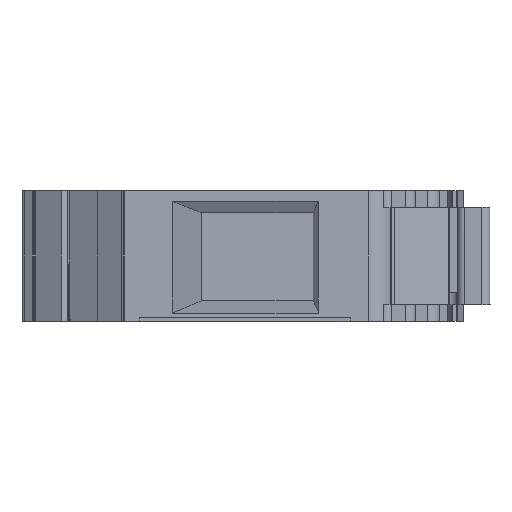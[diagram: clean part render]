
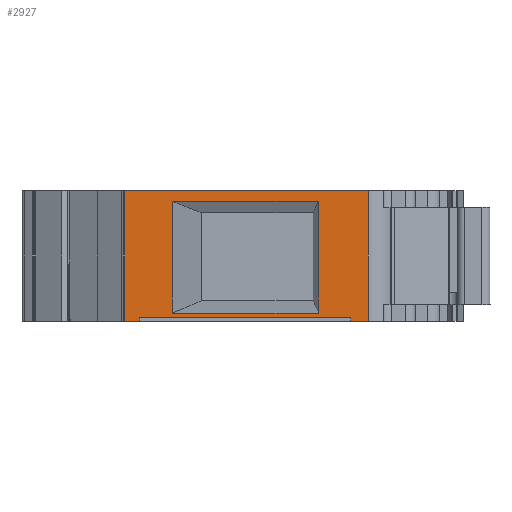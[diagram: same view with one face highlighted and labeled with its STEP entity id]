
A CAD part, left-side view. The second image highlights one B-rep face of the part: STEP entity #2927.
In plain terms, the highlighted planar face has unit normal (-1, 0, 0).
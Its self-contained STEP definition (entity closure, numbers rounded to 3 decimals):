
#120 = DIRECTION ( 'NONE',  ( 0., -1., 0. ) ) ;
#182 = CARTESIAN_POINT ( 'NONE',  ( -26.4, -77.073, 1. ) ) ;
#223 = CARTESIAN_POINT ( 'NONE',  ( -26.4, -2.276, 0. ) ) ;
#897 = CARTESIAN_POINT ( 'NONE',  ( -26.4, -2.276, 0.45 ) ) ;
#921 = DIRECTION ( 'NONE',  ( 0., 0., 1. ) ) ;
#1058 = EDGE_CURVE ( 'NONE', #2938, #2663, #4606, .T. ) ;
#1262 = DIRECTION ( 'NONE',  ( 0., 0., -1. ) ) ;
#1472 = CARTESIAN_POINT ( 'NONE',  ( -26.4, -77.073, 0. ) ) ;
#2087 = ORIENTED_EDGE ( 'NONE', *, *, #8603, .T. ) ;
#2090 = DIRECTION ( 'NONE',  ( 0., 1., 0. ) ) ;
#2134 = ORIENTED_EDGE ( 'NONE', *, *, #5134, .F. ) ;
#2158 = ORIENTED_EDGE ( 'NONE', *, *, #5698, .F. ) ;
#2200 = VERTEX_POINT ( 'NONE', #4003 ) ;
#2221 = ORIENTED_EDGE ( 'NONE', *, *, #5755, .F. ) ;
#2269 = ORIENTED_EDGE ( 'NONE', *, *, #11226, .F. ) ;
#2300 = ORIENTED_EDGE ( 'NONE', *, *, #8207, .F. ) ;
#2314 = ORIENTED_EDGE ( 'NONE', *, *, #8367, .T. ) ;
#2348 = ORIENTED_EDGE ( 'NONE', *, *, #1058, .F. ) ;
#2386 = ORIENTED_EDGE ( 'NONE', *, *, #6852, .F. ) ;
#2398 = ORIENTED_EDGE ( 'NONE', *, *, #10091, .F. ) ;
#2445 = ORIENTED_EDGE ( 'NONE', *, *, #4413, .F. ) ;
#2456 = ORIENTED_EDGE ( 'NONE', *, *, #5749, .F. ) ;
#2459 = LINE ( 'NONE', #9060, #7483 ) ;
#2554 = VERTEX_POINT ( 'NONE', #223 ) ;
#2663 = VERTEX_POINT ( 'NONE', #5433 ) ;
#2927 = ADVANCED_FACE ( 'NONE', ( #4233, #4368 ), #7027, .F. ) ;
#2938 = VERTEX_POINT ( 'NONE', #6038 ) ;
#3244 = AXIS2_PLACEMENT_3D ( 'NONE', #6941, #6914, #6785 ) ;
#3399 = CARTESIAN_POINT ( 'NONE',  ( -26.4, -30.28, 16. ) ) ;
#3581 = CARTESIAN_POINT ( 'NONE',  ( -26.4, -6.276, 1. ) ) ;
#4003 = CARTESIAN_POINT ( 'NONE',  ( -26.4, -28.176, 0. ) ) ;
#4233 = FACE_OUTER_BOUND ( 'NONE', #11247, .T. ) ;
#4237 = DIRECTION ( 'NONE',  ( 0., 0., 1. ) ) ;
#4368 = FACE_BOUND ( 'NONE', #10370, .T. ) ;
#4413 = EDGE_CURVE ( 'NONE', #5495, #5633, #6687, .T. ) ;
#4423 = CARTESIAN_POINT ( 'NONE',  ( -26.4, -24.176, 16. ) ) ;
#4508 = CARTESIAN_POINT ( 'NONE',  ( -26.4, -30.28, 0. ) ) ;
#4569 = VECTOR ( 'NONE', #9358, 1000. ) ;
#4606 = LINE ( 'NONE', #9419, #4569 ) ;
#5081 = LINE ( 'NONE', #5394, #5657 ) ;
#5134 = EDGE_CURVE ( 'NONE', #10098, #2200, #6180, .T. ) ;
#5212 = VERTEX_POINT ( 'NONE', #10577 ) ;
#5268 = VERTEX_POINT ( 'NONE', #9425 ) ;
#5394 = CARTESIAN_POINT ( 'NONE',  ( -26.4, -77.073, 14.7 ) ) ;
#5433 = CARTESIAN_POINT ( 'NONE',  ( -26.4, -2.276, 0.45 ) ) ;
#5438 = DIRECTION ( 'NONE',  ( 0., 1., 0. ) ) ;
#5445 = VERTEX_POINT ( 'NONE', #5692 ) ;
#5495 = VERTEX_POINT ( 'NONE', #3581 ) ;
#5562 = CARTESIAN_POINT ( 'NONE',  ( -26.4, -0.418, 0. ) ) ;
#5633 = VERTEX_POINT ( 'NONE', #9335 ) ;
#5657 = VECTOR ( 'NONE', #5438, 1000. ) ;
#5692 = CARTESIAN_POINT ( 'NONE',  ( -26.4, -0.418, 16. ) ) ;
#5698 = EDGE_CURVE ( 'NONE', #10821, #10098, #7516, .T. ) ;
#5743 = VECTOR ( 'NONE', #2090, 1000. ) ;
#5745 = LINE ( 'NONE', #897, #7919 ) ;
#5749 = EDGE_CURVE ( 'NONE', #5268, #5495, #6068, .T. ) ;
#5755 = EDGE_CURVE ( 'NONE', #5445, #10821, #6199, .T. ) ;
#5858 = VERTEX_POINT ( 'NONE', #5562 ) ;
#5923 = VECTOR ( 'NONE', #9322, 1000. ) ;
#6038 = CARTESIAN_POINT ( 'NONE',  ( -26.4, -28.176, 0.45 ) ) ;
#6068 = LINE ( 'NONE', #9591, #7230 ) ;
#6102 = VECTOR ( 'NONE', #120, 1000. ) ;
#6180 = LINE ( 'NONE', #1472, #5743 ) ;
#6194 = CARTESIAN_POINT ( 'NONE',  ( -26.4, -77.073, 0. ) ) ;
#6199 = LINE ( 'NONE', #10350, #5923 ) ;
#6520 = CARTESIAN_POINT ( 'NONE',  ( -26.4, -30.28, 16. ) ) ;
#6672 = DIRECTION ( 'NONE',  ( 0., 1., 0. ) ) ;
#6687 = LINE ( 'NONE', #182, #6102 ) ;
#6785 = DIRECTION ( 'NONE',  ( 0., 1., 0. ) ) ;
#6852 = EDGE_CURVE ( 'NONE', #5212, #5268, #5081, .T. ) ;
#6853 = LINE ( 'NONE', #11500, #9012 ) ;
#6914 = DIRECTION ( 'NONE',  ( 1., 0., 0. ) ) ;
#6941 = CARTESIAN_POINT ( 'NONE',  ( -26.4, -77.073, 16. ) ) ;
#7027 = PLANE ( 'NONE',  #3244 ) ;
#7094 = VECTOR ( 'NONE', #1262, 1000. ) ;
#7230 = VECTOR ( 'NONE', #9499, 1000. ) ;
#7483 = VECTOR ( 'NONE', #9045, 1000. ) ;
#7516 = LINE ( 'NONE', #3399, #7094 ) ;
#7880 = LINE ( 'NONE', #4423, #9473 ) ;
#7919 = VECTOR ( 'NONE', #921, 1000. ) ;
#8061 = VECTOR ( 'NONE', #6672, 1000. ) ;
#8207 = EDGE_CURVE ( 'NONE', #2554, #5858, #10236, .T. ) ;
#8367 = EDGE_CURVE ( 'NONE', #2554, #2663, #5745, .T. ) ;
#8603 = EDGE_CURVE ( 'NONE', #2938, #2200, #2459, .T. ) ;
#8816 = DIRECTION ( 'NONE',  ( 0., 0., 1. ) ) ;
#9012 = VECTOR ( 'NONE', #8816, 1000. ) ;
#9045 = DIRECTION ( 'NONE',  ( 0., 0., -1. ) ) ;
#9060 = CARTESIAN_POINT ( 'NONE',  ( -26.4, -28.176, 0.45 ) ) ;
#9322 = DIRECTION ( 'NONE',  ( 0., -1., 0. ) ) ;
#9335 = CARTESIAN_POINT ( 'NONE',  ( -26.4, -24.176, 1. ) ) ;
#9358 = DIRECTION ( 'NONE',  ( 0., 1., 0. ) ) ;
#9419 = CARTESIAN_POINT ( 'NONE',  ( -26.4, -77.073, 0.45 ) ) ;
#9425 = CARTESIAN_POINT ( 'NONE',  ( -26.4, -6.276, 14.7 ) ) ;
#9473 = VECTOR ( 'NONE', #4237, 1000. ) ;
#9499 = DIRECTION ( 'NONE',  ( 0., 0., -1. ) ) ;
#9591 = CARTESIAN_POINT ( 'NONE',  ( -26.4, -6.276, 16. ) ) ;
#10091 = EDGE_CURVE ( 'NONE', #5633, #5212, #7880, .T. ) ;
#10098 = VERTEX_POINT ( 'NONE', #4508 ) ;
#10236 = LINE ( 'NONE', #6194, #8061 ) ;
#10350 = CARTESIAN_POINT ( 'NONE',  ( -26.4, -77.073, 16. ) ) ;
#10370 = EDGE_LOOP ( 'NONE', ( #2386, #2398, #2445, #2456 ) ) ;
#10577 = CARTESIAN_POINT ( 'NONE',  ( -26.4, -24.176, 14.7 ) ) ;
#10821 = VERTEX_POINT ( 'NONE', #6520 ) ;
#11226 = EDGE_CURVE ( 'NONE', #5858, #5445, #6853, .T. ) ;
#11247 = EDGE_LOOP ( 'NONE', ( #2087, #2134, #2158, #2221, #2269, #2300, #2314, #2348 ) ) ;
#11500 = CARTESIAN_POINT ( 'NONE',  ( -26.4, -0.418, 16. ) ) ;
